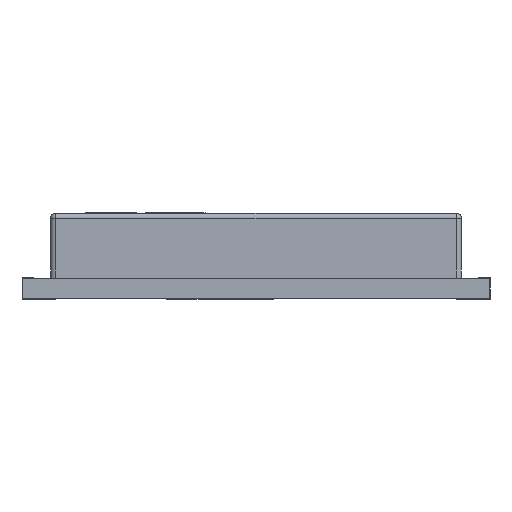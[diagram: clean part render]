
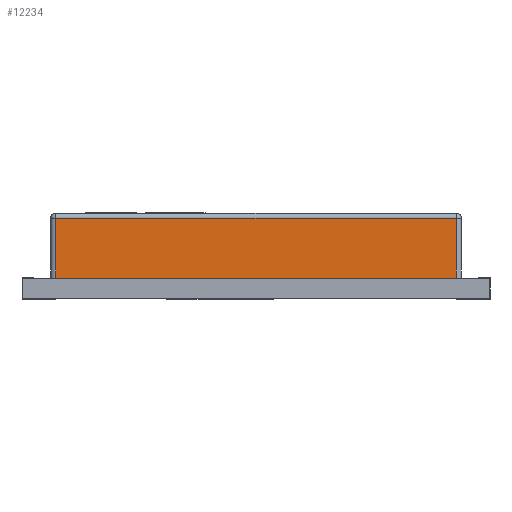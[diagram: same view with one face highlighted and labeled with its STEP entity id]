
A CAD part, front view. The second image highlights one B-rep face of the part: STEP entity #12234.
In plain terms, the highlighted planar face has unit normal (0, -1, 0).
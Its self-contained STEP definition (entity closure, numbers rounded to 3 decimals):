
#443 = EDGE_CURVE ( 'NONE', #15682, #4463, #27999, .T. ) ;
#613 = ORIENTED_EDGE ( 'NONE', *, *, #17740, .T. ) ;
#1438 = LINE ( 'NONE', #15314, #18763 ) ;
#2121 = AXIS2_PLACEMENT_3D ( 'NONE', #24148, #23761, #21472 ) ;
#2135 = CARTESIAN_POINT ( 'NONE',  ( -7.7, -15.1, 0.8 ) ) ;
#4095 = DIRECTION ( 'NONE',  ( 1., 0., 0. ) ) ;
#4463 = VERTEX_POINT ( 'NONE', #15623 ) ;
#7102 = FACE_OUTER_BOUND ( 'NONE', #18581, .T. ) ;
#10846 = EDGE_CURVE ( 'NONE', #20450, #15682, #1438, .T. ) ;
#12234 = ADVANCED_FACE ( 'NONE', ( #7102 ), #20748, .F. ) ;
#13691 = CARTESIAN_POINT ( 'NONE',  ( 7.7, -15.1, 3.3 ) ) ;
#15314 = CARTESIAN_POINT ( 'NONE',  ( -7.9, -15.1, 0.8 ) ) ;
#15623 = CARTESIAN_POINT ( 'NONE',  ( 7.7, -15.1, 3.1 ) ) ;
#15682 = VERTEX_POINT ( 'NONE', #35880 ) ;
#17118 = CARTESIAN_POINT ( 'NONE',  ( -7.7, -15.1, 3.3 ) ) ;
#17740 = EDGE_CURVE ( 'NONE', #35713, #20450, #35111, .T. ) ;
#18106 = ORIENTED_EDGE ( 'NONE', *, *, #10846, .T. ) ;
#18581 = EDGE_LOOP ( 'NONE', ( #31936, #613, #18106, #25143 ) ) ;
#18763 = VECTOR ( 'NONE', #4095, 1000. ) ;
#18852 = CARTESIAN_POINT ( 'NONE',  ( -7.9, -15.1, 3.1 ) ) ;
#19025 = VECTOR ( 'NONE', #29970, 1000. ) ;
#20450 = VERTEX_POINT ( 'NONE', #2135 ) ;
#20748 = PLANE ( 'NONE',  #2121 ) ;
#21472 = DIRECTION ( 'NONE',  ( 0., 0., 1. ) ) ;
#23394 = DIRECTION ( 'NONE',  ( 0., 0., 1. ) ) ;
#23665 = DIRECTION ( 'NONE',  ( 0., 0., -1. ) ) ;
#23761 = DIRECTION ( 'NONE',  ( 0., 1., 0. ) ) ;
#24148 = CARTESIAN_POINT ( 'NONE',  ( -7.9, -15.1, 3.3 ) ) ;
#24353 = EDGE_CURVE ( 'NONE', #4463, #35713, #35974, .T. ) ;
#25143 = ORIENTED_EDGE ( 'NONE', *, *, #443, .T. ) ;
#27999 = LINE ( 'NONE', #13691, #36689 ) ;
#29970 = DIRECTION ( 'NONE',  ( -1., 0., 0. ) ) ;
#31936 = ORIENTED_EDGE ( 'NONE', *, *, #24353, .T. ) ;
#32661 = CARTESIAN_POINT ( 'NONE',  ( -7.7, -15.1, 3.1 ) ) ;
#35050 = VECTOR ( 'NONE', #23665, 1000. ) ;
#35111 = LINE ( 'NONE', #17118, #35050 ) ;
#35713 = VERTEX_POINT ( 'NONE', #32661 ) ;
#35880 = CARTESIAN_POINT ( 'NONE',  ( 7.7, -15.1, 0.8 ) ) ;
#35974 = LINE ( 'NONE', #18852, #19025 ) ;
#36689 = VECTOR ( 'NONE', #23394, 1000. ) ;
